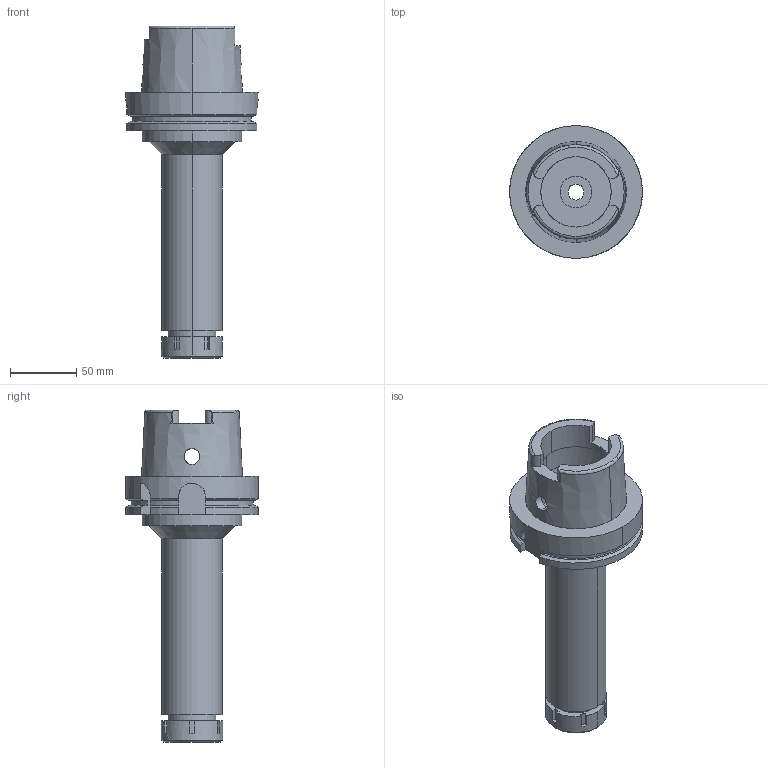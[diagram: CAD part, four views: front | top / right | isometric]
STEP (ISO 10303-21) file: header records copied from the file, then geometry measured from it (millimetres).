
FILE_DESCRIPTION (( 'STEP AP203' ), '1' );
FILE_NAME ('HSK-A100-NBS20-200.stp', '2019-09-13T16:29:16', ( '' ), ( '' ), 'SwSTEP 2.0', 'SolidWorks 2019', '' );
FILE_SCHEMA (( 'CONFIG_CONTROL_DESIGN' ));
Length unit declared in the file: millimetre
Products named in the file (7): DXF_TEMP_ASSY_ASM_4_ASM.stp; HSK-A100-NBS20-200.stp; HSK-A100-NBS20-200-FreeParts; HA100NB20200-200_ASM.stp; HSK-A100-NBS20-200; HSK-A100-NBS20-200_1.stp; NBN20_1.stp
Assembly tree (5 placements, depth 5):
  HSK-A100-NBS20-200-FreeParts
  HSK-A100-NBS20-200
    HSK-A100-NBS20-200.stp
      HA100NB20200-200_ASM.stp
        DXF_TEMP_ASSY_ASM_4_ASM.stp
          HSK-A100-NBS20-200_1.stp
          NBN20_1.stp
Bounding box: 100 x 100 x 250 mm (x, y, z)
Volume: 508353.1 mm3; surface area: 88505.3 mm2
Topology: 2 solids, 2 shells, 138 faces, 361 edges, 236 vertices
Faces by surface type: plane 66, cylinder 50, cone 18, torus 4
Entity records: 6094 total; most frequent: CARTESIAN_POINT 1917, DIRECTION 756, ORIENTED_EDGE 722, EDGE_CURVE 361, AXIS2_PLACEMENT_3D 287, VERTEX_POINT 236, VECTOR 182, LINE 182
